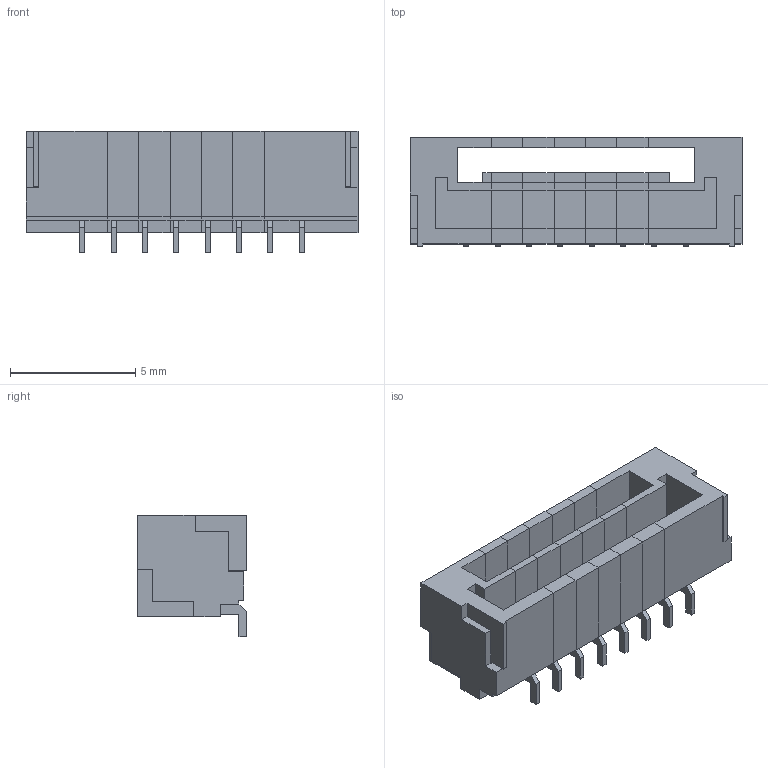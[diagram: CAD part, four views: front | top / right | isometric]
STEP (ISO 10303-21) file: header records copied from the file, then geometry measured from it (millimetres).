
FILE_DESCRIPTION(/* description */ (''),/* implementation_level */ '2;1');
FILE_NAME(/* name */ 'SM08B-~1',/* time_stamp */ '2021-02-12T09:13:38+01:00',/* author */ (''),/* organization */ (''),/* preprocessor_version */ 'ST-DEVELOPER v15',/* originating_system */ '',/* authorisation */ '');
FILE_SCHEMA (('AUTOMOTIVE_DESIGN'));
Length unit declared in the file: millimetre
Products named in the file (1): Document
Bounding box: 13.25 x 4.35 x 4.85 mm (x, y, z)
Surface area: 408.6 mm2 (no closed solid volume)
Topology: 0 solids, 236 shells, 236 faces, 1140 edges, 1140 vertices
Faces by surface type: plane 236
Entity records: 12253 total; most frequent: CARTESIAN_POINT 3658, ORIENTED_EDGE 1140, EDGE_CURVE 1140, B_SPLINE_CURVE_WITH_KNOTS 1140, VERTEX_POINT 1140, DIRECTION 240, AXIS2_PLACEMENT_3D 238, COLOUR_RGB 236
